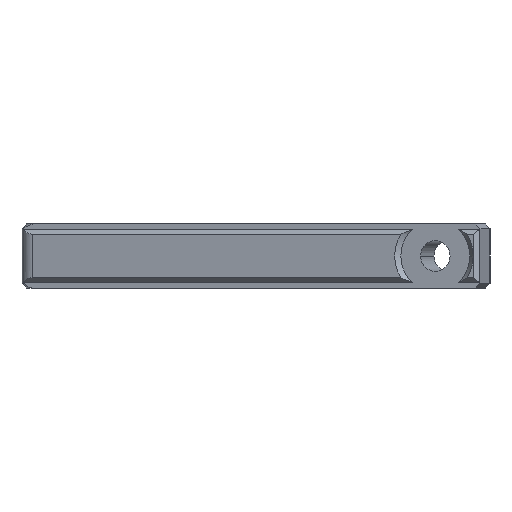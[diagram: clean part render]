
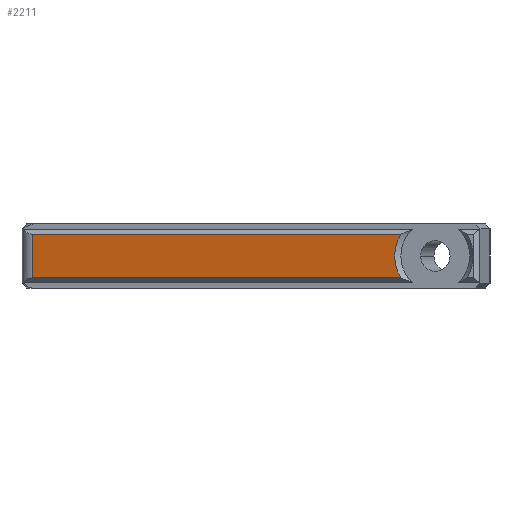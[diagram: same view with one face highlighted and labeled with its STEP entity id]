
A CAD part, left-side view. The second image highlights one B-rep face of the part: STEP entity #2211.
In plain terms, the highlighted planar face has unit normal (-0.963, 0.269, 0).
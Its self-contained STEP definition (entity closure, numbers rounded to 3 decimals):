
#134 = EDGE_CURVE ( 'Kante17', #2246, #3942, #3610, .T. ) ;
#214 = DIRECTION ( 'NONE',  ( 0.963, -0.269, 0. ) ) ;
#368 = CARTESIAN_POINT ( 'NONE',  ( -17.734, 24.463, 1.45 ) ) ;
#389 = CIRCLE ( 'NONE', #1808, 5.7 ) ;
#663 = PLANE ( 'NONE',  #3907 ) ;
#949 = EDGE_CURVE ( 'NONE', #2246, #2749, #4617, .T. ) ;
#1148 = VECTOR ( 'NONE', #1315, 1000. ) ;
#1315 = DIRECTION ( 'NONE',  ( -0.269, -0.963, 0. ) ) ;
#1687 = FACE_OUTER_BOUND ( 'NONE', #1950, .T. ) ;
#1808 = AXIS2_PLACEMENT_3D ( 'NONE', #3045, #214, #3437 ) ;
#1950 = EDGE_LOOP ( 'NONE', ( #3306, #4211, #2141, #3690 ) ) ;
#2139 = EDGE_CURVE ( 'NONE', #3324, #3942, #389, .T. ) ;
#2141 = ORIENTED_EDGE ( 'NONE', *, *, #2619, .T. ) ;
#2151 = DIRECTION ( 'NONE',  ( 0., 0., -1. ) ) ;
#2211 = ADVANCED_FACE ( 'NONE', ( #1687 ), #663, .T. ) ;
#2246 = VERTEX_POINT ( 'NONE', #3438 ) ;
#2454 = DIRECTION ( 'NONE',  ( -0.963, 0.269, 0. ) ) ;
#2619 = EDGE_CURVE ( 'NONE', #2749, #3324, #4153, .T. ) ;
#2749 = VERTEX_POINT ( 'NONE', #2866 ) ;
#2866 = CARTESIAN_POINT ( 'NONE',  ( -17.734, 24.463, 1.45 ) ) ;
#2886 = DIRECTION ( 'NONE',  ( -0.269, -0.963, 0. ) ) ;
#3045 = CARTESIAN_POINT ( 'NONE',  ( -33.413, -31.787, 4.5 ) ) ;
#3282 = VECTOR ( 'NONE', #2151, 1000. ) ;
#3306 = ORIENTED_EDGE ( 'NONE', *, *, #134, .F. ) ;
#3324 = VERTEX_POINT ( 'NONE', #4094 ) ;
#3345 = VECTOR ( 'NONE', #2886, 1000. ) ;
#3437 = DIRECTION ( 'NONE',  ( -0.269, -0.963, 0. ) ) ;
#3438 = CARTESIAN_POINT ( 'NONE',  ( -17.734, 24.463, 7.55 ) ) ;
#3610 = LINE ( 'NONE', #4047, #3345 ) ;
#3690 = ORIENTED_EDGE ( 'NONE', *, *, #2139, .T. ) ;
#3825 = CARTESIAN_POINT ( 'NONE',  ( -32.12, -27.148, 7.55 ) ) ;
#3907 = AXIS2_PLACEMENT_3D ( 'NONE', #4577, #2454, #4248 ) ;
#3942 = VERTEX_POINT ( 'NONE', #3825 ) ;
#4047 = CARTESIAN_POINT ( 'NONE',  ( -15.238, 33.415, 7.55 ) ) ;
#4094 = CARTESIAN_POINT ( 'NONE',  ( -32.12, -27.148, 1.45 ) ) ;
#4153 = LINE ( 'NONE', #4203, #1148 ) ;
#4203 = CARTESIAN_POINT ( 'NONE',  ( -15.238, 33.415, 1.45 ) ) ;
#4211 = ORIENTED_EDGE ( 'NONE', *, *, #949, .T. ) ;
#4248 = DIRECTION ( 'NONE',  ( -0.269, -0.963, 0. ) ) ;
#4577 = CARTESIAN_POINT ( 'NONE',  ( -15.238, 33.415, 7.55 ) ) ;
#4617 = LINE ( 'NONE', #368, #3282 ) ;
